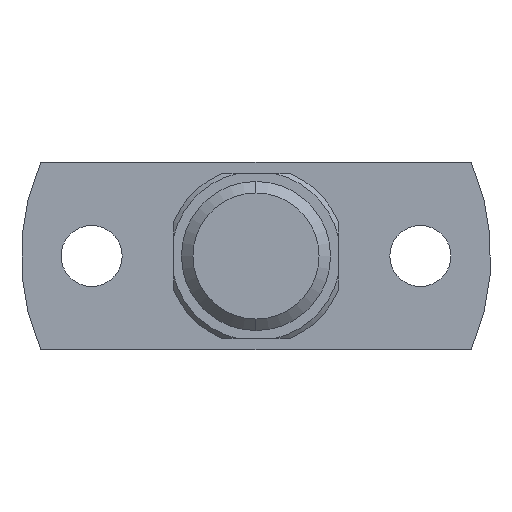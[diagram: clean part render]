
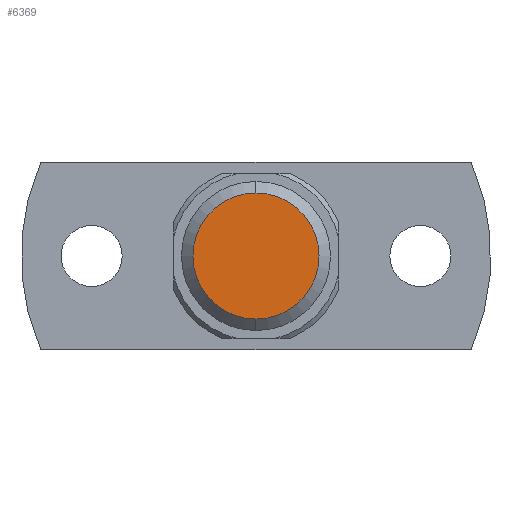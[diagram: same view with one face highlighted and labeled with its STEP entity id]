
A CAD part, front view. The second image highlights one B-rep face of the part: STEP entity #6369.
In plain terms, the highlighted planar face has unit normal (0, -1, 0).
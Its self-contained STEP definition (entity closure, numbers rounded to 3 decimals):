
#809 = CARTESIAN_POINT ( 'NONE',  ( 0., -11.5, 2.685 ) ) ;
#2058 = AXIS2_PLACEMENT_3D ( 'NONE', #4471, #9815, #2328 ) ;
#2328 = DIRECTION ( 'NONE',  ( 0., 0., -1. ) ) ;
#3651 = ORIENTED_EDGE ( 'NONE', *, *, #10155, .F. ) ;
#3870 = CIRCLE ( 'NONE', #12986, 2.685 ) ;
#4133 = VERTEX_POINT ( 'NONE', #809 ) ;
#4456 = FACE_OUTER_BOUND ( 'NONE', #10735, .T. ) ;
#4471 = CARTESIAN_POINT ( 'NONE',  ( -2.325, -11.5, 0. ) ) ;
#4583 = DIRECTION ( 'NONE',  ( 0., 1., 0. ) ) ;
#4674 = CARTESIAN_POINT ( 'NONE',  ( 0., -11.5, 0. ) ) ;
#4782 = AXIS2_PLACEMENT_3D ( 'NONE', #7022, #11321, #9161 ) ;
#5292 = ORIENTED_EDGE ( 'NONE', *, *, #5351, .F. ) ;
#5351 = EDGE_CURVE ( 'Defeature ausgef�hrt1_11+Defeature ausgef�hrt1_10+Defeature ausgef�hrt1_10+Defeature ausgef�hrt1_10', #8373, #4133, #3870, .T. ) ;
#6369 = ADVANCED_FACE ( 'Defeature ausgef�hrt1_10', ( #4456 ), #8724, .F. ) ;
#7022 = CARTESIAN_POINT ( 'NONE',  ( 0., -11.5, 0. ) ) ;
#8373 = VERTEX_POINT ( 'NONE', #9459 ) ;
#8724 = PLANE ( 'NONE',  #2058 ) ;
#9161 = DIRECTION ( 'NONE',  ( 0., 0., -1. ) ) ;
#9459 = CARTESIAN_POINT ( 'NONE',  ( 0., -11.5, -2.685 ) ) ;
#9815 = DIRECTION ( 'NONE',  ( 0., 1., 0. ) ) ;
#10155 = EDGE_CURVE ( 'Defeature ausgef�hrt1_11+Defeature ausgef�hrt1_10+Defeature ausgef�hrt1_10+Defeature ausgef�hrt1_10', #4133, #8373, #11027, .T. ) ;
#10735 = EDGE_LOOP ( 'NONE', ( #5292, #3651 ) ) ;
#11027 = CIRCLE ( 'NONE', #4782, 2.685 ) ;
#11321 = DIRECTION ( 'NONE',  ( 0., 1., 0. ) ) ;
#12237 = DIRECTION ( 'NONE',  ( 0., 0., -1. ) ) ;
#12986 = AXIS2_PLACEMENT_3D ( 'NONE', #4674, #4583, #12237 ) ;
